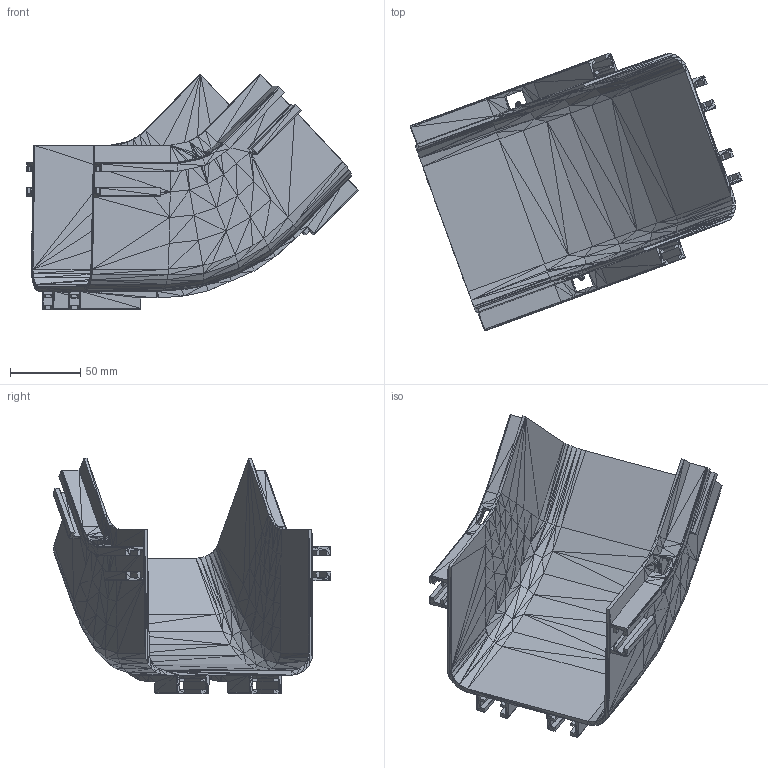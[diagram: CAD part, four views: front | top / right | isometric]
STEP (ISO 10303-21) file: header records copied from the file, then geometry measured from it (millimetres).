
FILE_DESCRIPTION(('FreeCAD Model'),'2;1');
FILE_NAME('Open CASCADE Shape Model','2022-11-28T16:54:42',('Author'),( ''),'Open CASCADE STEP processor 7.6','FreeCAD','Unknown');
FILE_SCHEMA(('AUTOMOTIVE_DESIGN { 1 0 10303 214 1 1 1 1 }'));
Products named in the file (1): _20mm_45___up_elbow___________________001001 (Solid)
Bounding box: 235.74 x 197.26 x 167.17 mm (x, y, z)
Volume: 246476.2 mm3; surface area: 168705.3 mm2
Topology: 1 solids, 1 shells, 1985 faces, 3050 edges, 1063 vertices
Faces by surface type: plane 1985
Entity records: 79036 total; most frequent: DIRECTION 13122, CARTESIAN_POINT 12199, LINE 9150, VECTOR 9150, ORIENTED_EDGE 6100, PCURVE 6100, DEFINITIONAL_REPRESENTATION 6100, EDGE_CURVE 3050
